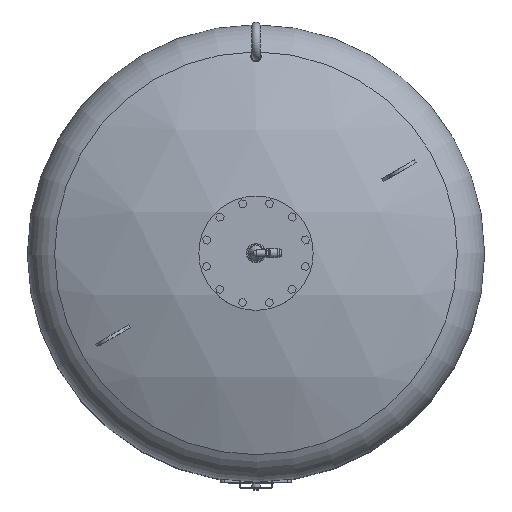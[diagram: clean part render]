
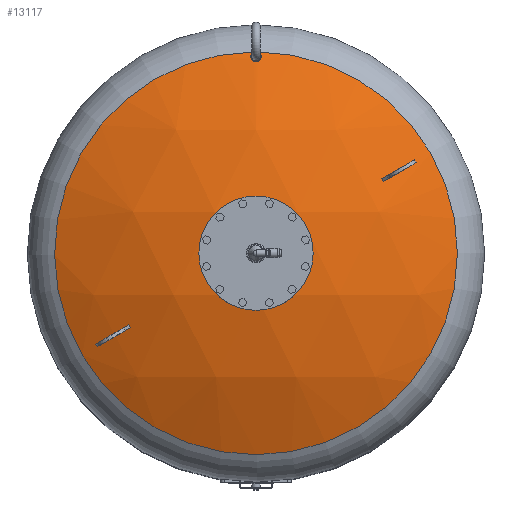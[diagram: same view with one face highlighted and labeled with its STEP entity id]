
A CAD part, top view. The second image highlights one B-rep face of the part: STEP entity #13117.
In plain terms, the highlighted spherical face has radius 1509 mm.
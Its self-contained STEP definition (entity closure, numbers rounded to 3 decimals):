
#27=SPHERICAL_SURFACE('',#14234,1509.);
#50=B_SPLINE_CURVE_WITH_KNOTS('',3,(#20943,#20944,#20945,#20946,#20947,
#20948,#20949,#20950,#20951,#20952,#20953,#20954,#20955,#20956,#20957,#20958,
#20959,#20960,#20961,#20962,#20963,#20964,#20965,#20966,#20967,#20968,#20969,
#20970,#20971,#20972,#20973,#20974,#20975,#20976,#20977,#20978,#20979,#20980,
#20981,#20982,#20983,#20984,#20985,#20986,#20987,#20988,#20989,#20990,#20991,
#20992,#20993,#20994,#20995,#20996,#20997,#20998,#20999,#21000,#21001),
 .UNSPECIFIED.,.F.,.F.,(4,2,2,2,2,2,3,2,2,2,2,2,2,2,2,2,2,2,2,2,2,2,2,2,
2,2,2,2,4),(-20.379,-17.286,-14.127,-10.596,
-7.064,-3.532,0.,3.529,7.058,
10.587,14.116,17.274,20.432,23.59,
26.748,29.906,33.064,36.222,39.38,
42.909,46.438,49.966,53.495,57.027,
60.559,64.091,67.623,70.781,73.874),
 .UNSPECIFIED.);
#4165=FACE_OUTER_BOUND('',#5133,.T.);
#5133=EDGE_LOOP('',(#11132,#11133));
#5880=CIRCLE('',#14235,660.607);
#6766=VERTEX_POINT('',#20933);
#6767=VERTEX_POINT('',#20934);
#8323=EDGE_CURVE('',#6767,#6766,#50,.T.);
#8324=EDGE_CURVE('',#6767,#6766,#5880,.T.);
#11132=ORIENTED_EDGE('',*,*,#8323,.T.);
#11133=ORIENTED_EDGE('',*,*,#8324,.F.);
#13117=ADVANCED_FACE('',(#4165),#27,.T.);
#14234=AXIS2_PLACEMENT_3D('',#21002,#16988,#16989);
#14235=AXIS2_PLACEMENT_3D('',#21003,#16990,#16991);
#16988=DIRECTION('center_axis',(0.,-1.,0.));
#16989=DIRECTION('ref_axis',(-1.,0.,0.));
#16990=DIRECTION('center_axis',(0.,0.,
-1.));
#16991=DIRECTION('ref_axis',(1.,0.,0.));
#20933=CARTESIAN_POINT('',(-6.429,660.575,2225.717));
#20934=CARTESIAN_POINT('',(6.429,660.575,2225.717));
#20943=CARTESIAN_POINT('Ctrl Pts',(6.429,660.575,2225.717));
#20944=CARTESIAN_POINT('Ctrl Pts',(7.422,660.165,2225.911));
#20945=CARTESIAN_POINT('Ctrl Pts',(8.37,659.662,2226.151));
#20946=CARTESIAN_POINT('Ctrl Pts',(10.138,658.502,2226.702));
#20947=CARTESIAN_POINT('Ctrl Pts',(10.954,657.842,2227.015));
#20948=CARTESIAN_POINT('Ctrl Pts',(12.482,656.375,2227.712));
#20949=CARTESIAN_POINT('Ctrl Pts',(13.227,655.501,2228.127));
#20950=CARTESIAN_POINT('Ctrl Pts',(14.531,653.608,2229.025));
#20951=CARTESIAN_POINT('Ctrl Pts',(15.088,652.589,2229.508));
#20952=CARTESIAN_POINT('Ctrl Pts',(15.978,650.471,2230.512));
#20953=CARTESIAN_POINT('Ctrl Pts',(16.312,649.371,2231.033));
#20954=CARTESIAN_POINT('Ctrl Pts',(16.748,647.168,2232.076));
#20955=CARTESIAN_POINT('Ctrl Pts',(16.85,646.064,2232.598));
#20956=CARTESIAN_POINT('Ctrl Pts',(16.85,645.,2233.101));
#20957=CARTESIAN_POINT('Ctrl Pts',(16.85,643.937,2233.604));
#20958=CARTESIAN_POINT('Ctrl Pts',(16.748,642.834,2234.125));
#20959=CARTESIAN_POINT('Ctrl Pts',(16.312,640.631,2235.166));
#20960=CARTESIAN_POINT('Ctrl Pts',(15.979,639.532,2235.684));
#20961=CARTESIAN_POINT('Ctrl Pts',(15.09,637.414,2236.683));
#20962=CARTESIAN_POINT('Ctrl Pts',(14.532,636.394,2237.164));
#20963=CARTESIAN_POINT('Ctrl Pts',(13.23,634.501,2238.056));
#20964=CARTESIAN_POINT('Ctrl Pts',(12.484,633.628,2238.468));
#20965=CARTESIAN_POINT('Ctrl Pts',(10.956,632.159,2239.159));
#20966=CARTESIAN_POINT('Ctrl Pts',(10.14,631.5,2239.47));
#20967=CARTESIAN_POINT('Ctrl Pts',(8.353,630.327,2240.022));
#20968=CARTESIAN_POINT('Ctrl Pts',(7.383,629.814,2240.263));
#20969=CARTESIAN_POINT('Ctrl Pts',(5.351,628.984,2240.653));
#20970=CARTESIAN_POINT('Ctrl Pts',(4.286,628.668,2240.802));
#20971=CARTESIAN_POINT('Ctrl Pts',(2.137,628.25,2240.998));
#20972=CARTESIAN_POINT('Ctrl Pts',(1.053,628.15,2241.045));
#20973=CARTESIAN_POINT('Ctrl Pts',(-1.053,628.15,2241.045));
#20974=CARTESIAN_POINT('Ctrl Pts',(-2.137,628.25,2240.998));
#20975=CARTESIAN_POINT('Ctrl Pts',(-4.286,628.668,2240.802));
#20976=CARTESIAN_POINT('Ctrl Pts',(-5.351,628.984,2240.653));
#20977=CARTESIAN_POINT('Ctrl Pts',(-7.383,629.814,2240.263));
#20978=CARTESIAN_POINT('Ctrl Pts',(-8.353,630.327,2240.022));
#20979=CARTESIAN_POINT('Ctrl Pts',(-10.14,631.5,2239.47));
#20980=CARTESIAN_POINT('Ctrl Pts',(-10.956,632.159,2239.159));
#20981=CARTESIAN_POINT('Ctrl Pts',(-12.484,633.628,2238.468));
#20982=CARTESIAN_POINT('Ctrl Pts',(-13.23,634.501,2238.056));
#20983=CARTESIAN_POINT('Ctrl Pts',(-14.532,636.394,2237.164));
#20984=CARTESIAN_POINT('Ctrl Pts',(-15.09,637.414,2236.683));
#20985=CARTESIAN_POINT('Ctrl Pts',(-15.979,639.532,2235.684));
#20986=CARTESIAN_POINT('Ctrl Pts',(-16.312,640.631,2235.166));
#20987=CARTESIAN_POINT('Ctrl Pts',(-16.748,642.834,2234.125));
#20988=CARTESIAN_POINT('Ctrl Pts',(-16.85,643.937,2233.604));
#20989=CARTESIAN_POINT('Ctrl Pts',(-16.85,646.064,2232.598));
#20990=CARTESIAN_POINT('Ctrl Pts',(-16.748,647.168,2232.076));
#20991=CARTESIAN_POINT('Ctrl Pts',(-16.312,649.371,2231.033));
#20992=CARTESIAN_POINT('Ctrl Pts',(-15.978,650.471,2230.512));
#20993=CARTESIAN_POINT('Ctrl Pts',(-15.088,652.589,2229.508));
#20994=CARTESIAN_POINT('Ctrl Pts',(-14.531,653.608,2229.025));
#20995=CARTESIAN_POINT('Ctrl Pts',(-13.227,655.501,2228.127));
#20996=CARTESIAN_POINT('Ctrl Pts',(-12.482,656.375,2227.712));
#20997=CARTESIAN_POINT('Ctrl Pts',(-10.954,657.842,2227.015));
#20998=CARTESIAN_POINT('Ctrl Pts',(-10.138,658.502,2226.702));
#20999=CARTESIAN_POINT('Ctrl Pts',(-8.37,659.662,2226.151));
#21000=CARTESIAN_POINT('Ctrl Pts',(-7.422,660.165,2225.911));
#21001=CARTESIAN_POINT('Ctrl Pts',(-6.429,660.575,2225.717));
#21002=CARTESIAN_POINT('Origin',(0.,0.,
869.));
#21003=CARTESIAN_POINT('Origin',(0.,0.,
2225.717));
